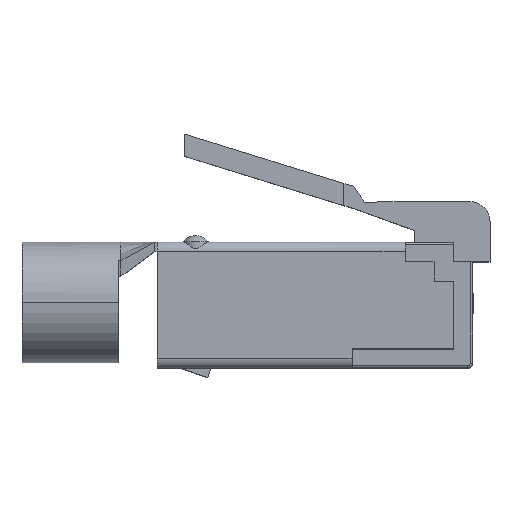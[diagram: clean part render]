
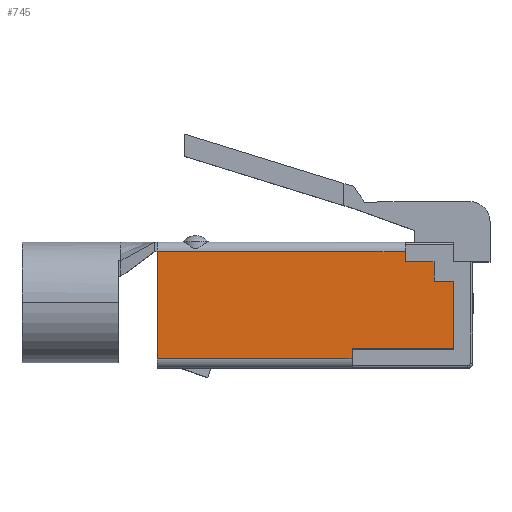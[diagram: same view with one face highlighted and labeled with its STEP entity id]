
A CAD part, top view. The second image highlights one B-rep face of the part: STEP entity #745.
In plain terms, the highlighted face is planar.
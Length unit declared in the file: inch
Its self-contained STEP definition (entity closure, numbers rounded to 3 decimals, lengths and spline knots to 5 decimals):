
#732 = EDGE_CURVE ( 'NONE', #733, #734, #6401, .T. ) ;
#733 = VERTEX_POINT ( 'NONE', #6397 ) ;
#734 = VERTEX_POINT ( 'NONE', #6396 ) ;
#745 = ADVANCED_FACE ( 'NONE', ( #6442 ), #6441, .F. ) ;
#746 = EDGE_LOOP ( 'NONE', ( #747, #748, #809, #811, #812, #815, #818, #793, #796, #799 ) ) ;
#747 = ORIENTED_EDGE ( 'NONE', *, *, #826, .T. ) ;
#748 = ORIENTED_EDGE ( 'NONE', *, *, #807, .T. ) ;
#793 = ORIENTED_EDGE ( 'NONE', *, *, #794, .T. ) ;
#794 = EDGE_CURVE ( 'NONE', #820, #795, #6490, .T. ) ;
#795 = VERTEX_POINT ( 'NONE', #6486 ) ;
#796 = ORIENTED_EDGE ( 'NONE', *, *, #797, .F. ) ;
#797 = EDGE_CURVE ( 'NONE', #798, #795, #6485, .T. ) ;
#798 = VERTEX_POINT ( 'NONE', #6481 ) ;
#799 = ORIENTED_EDGE ( 'NONE', *, *, #800, .F. ) ;
#800 = EDGE_CURVE ( 'NONE', #827, #798, #6543, .T. ) ;
#807 = EDGE_CURVE ( 'NONE', #824, #808, #6528, .T. ) ;
#808 = VERTEX_POINT ( 'NONE', #6524 ) ;
#809 = ORIENTED_EDGE ( 'NONE', *, *, #810, .T. ) ;
#810 = EDGE_CURVE ( 'NONE', #808, #733, #6523, .T. ) ;
#811 = ORIENTED_EDGE ( 'NONE', *, *, #732, .T. ) ;
#812 = ORIENTED_EDGE ( 'NONE', *, *, #813, .T. ) ;
#813 = EDGE_CURVE ( 'NONE', #734, #814, #6519, .T. ) ;
#814 = VERTEX_POINT ( 'NONE', #6515 ) ;
#815 = ORIENTED_EDGE ( 'NONE', *, *, #816, .T. ) ;
#816 = EDGE_CURVE ( 'NONE', #814, #817, #6513, .T. ) ;
#817 = VERTEX_POINT ( 'NONE', #6572 ) ;
#818 = ORIENTED_EDGE ( 'NONE', *, *, #819, .T. ) ;
#819 = EDGE_CURVE ( 'NONE', #817, #820, #6571, .T. ) ;
#820 = VERTEX_POINT ( 'NONE', #6567 ) ;
#824 = VERTEX_POINT ( 'NONE', #6561 ) ;
#826 = EDGE_CURVE ( 'NONE', #827, #824, #6560, .T. ) ;
#827 = VERTEX_POINT ( 'NONE', #6556 ) ;
#6001 = DIRECTION ( 'NONE',  ( 0., 1., 0. ) ) ;
#6396 = CARTESIAN_POINT ( 'NONE',  ( 0.231, 0.05, -0.307 ) ) ;
#6397 = CARTESIAN_POINT ( 'NONE',  ( 0.231, -0.091, -0.307 ) ) ;
#6398 = DIRECTION ( 'NONE',  ( 0., 1., 0. ) ) ;
#6399 = VECTOR ( 'NONE', #6398, 39.37008 ) ;
#6400 = CARTESIAN_POINT ( 'NONE',  ( 0.231, 0.111, -0.307 ) ) ;
#6401 = LINE ( 'NONE', #6400, #6399 ) ;
#6437 = DIRECTION ( 'NONE',  ( 0., -1., 0. ) ) ;
#6438 = DIRECTION ( 'NONE',  ( -1., 0., 0. ) ) ;
#6439 = CARTESIAN_POINT ( 'NONE',  ( 0.231, 0.111, 0.307 ) ) ;
#6440 = AXIS2_PLACEMENT_3D ( 'NONE', #6439, #6438, #6437 ) ;
#6441 = PLANE ( 'NONE',  #6440 ) ;
#6442 = FACE_OUTER_BOUND ( 'NONE', #746, .T. ) ;
#6481 = CARTESIAN_POINT ( 'NONE',  ( 0.231, 0.111, 0.307 ) ) ;
#6482 = DIRECTION ( 'NONE',  ( 0., 0., -1. ) ) ;
#6483 = VECTOR ( 'NONE', #6482, 39.37008 ) ;
#6484 = CARTESIAN_POINT ( 'NONE',  ( 0.231, 0.111, 0.307 ) ) ;
#6485 = LINE ( 'NONE', #6484, #6483 ) ;
#6486 = CARTESIAN_POINT ( 'NONE',  ( 0.231, 0.111, -0.207 ) ) ;
#6487 = DIRECTION ( 'NONE',  ( 0., 1., 0. ) ) ;
#6488 = VECTOR ( 'NONE', #6487, 39.37008 ) ;
#6489 = CARTESIAN_POINT ( 'NONE',  ( 0.231, 0.111, -0.207 ) ) ;
#6490 = LINE ( 'NONE', #6489, #6488 ) ;
#6511 = VECTOR ( 'NONE', #6001, 39.37008 ) ;
#6512 = CARTESIAN_POINT ( 'NONE',  ( 0.231, 0.111, -0.267 ) ) ;
#6513 = LINE ( 'NONE', #6512, #6511 ) ;
#6515 = CARTESIAN_POINT ( 'NONE',  ( 0.231, 0.05, -0.267 ) ) ;
#6516 = DIRECTION ( 'NONE',  ( 0., 0., 1. ) ) ;
#6517 = VECTOR ( 'NONE', #6516, 39.37008 ) ;
#6518 = CARTESIAN_POINT ( 'NONE',  ( 0.231, 0.05, 0.307 ) ) ;
#6519 = LINE ( 'NONE', #6518, #6517 ) ;
#6520 = DIRECTION ( 'NONE',  ( 0., 0., -1. ) ) ;
#6521 = VECTOR ( 'NONE', #6520, 39.37008 ) ;
#6522 = CARTESIAN_POINT ( 'NONE',  ( 0.231, -0.091, 0.307 ) ) ;
#6523 = LINE ( 'NONE', #6522, #6521 ) ;
#6524 = CARTESIAN_POINT ( 'NONE',  ( 0.231, -0.091, -0.097 ) ) ;
#6525 = DIRECTION ( 'NONE',  ( 0., 1., 0. ) ) ;
#6526 = VECTOR ( 'NONE', #6525, 39.37008 ) ;
#6527 = CARTESIAN_POINT ( 'NONE',  ( 0.231, 0.111, -0.097 ) ) ;
#6528 = LINE ( 'NONE', #6527, #6526 ) ;
#6540 = DIRECTION ( 'NONE',  ( 0., 1., 0. ) ) ;
#6541 = VECTOR ( 'NONE', #6540, 39.37008 ) ;
#6542 = CARTESIAN_POINT ( 'NONE',  ( 0.231, 0.111, 0.307 ) ) ;
#6543 = LINE ( 'NONE', #6542, #6541 ) ;
#6556 = CARTESIAN_POINT ( 'NONE',  ( 0.231, -0.111, 0.307 ) ) ;
#6557 = DIRECTION ( 'NONE',  ( 0., 0., -1. ) ) ;
#6558 = VECTOR ( 'NONE', #6557, 39.37008 ) ;
#6559 = CARTESIAN_POINT ( 'NONE',  ( 0.231, -0.111, 0.307 ) ) ;
#6560 = LINE ( 'NONE', #6559, #6558 ) ;
#6561 = CARTESIAN_POINT ( 'NONE',  ( 0.231, -0.111, -0.097 ) ) ;
#6567 = CARTESIAN_POINT ( 'NONE',  ( 0.231, 0.09, -0.207 ) ) ;
#6568 = DIRECTION ( 'NONE',  ( 0., 0., 1. ) ) ;
#6569 = VECTOR ( 'NONE', #6568, 39.37008 ) ;
#6570 = CARTESIAN_POINT ( 'NONE',  ( 0.231, 0.09, 0.307 ) ) ;
#6571 = LINE ( 'NONE', #6570, #6569 ) ;
#6572 = CARTESIAN_POINT ( 'NONE',  ( 0.231, 0.09, -0.267 ) ) ;
